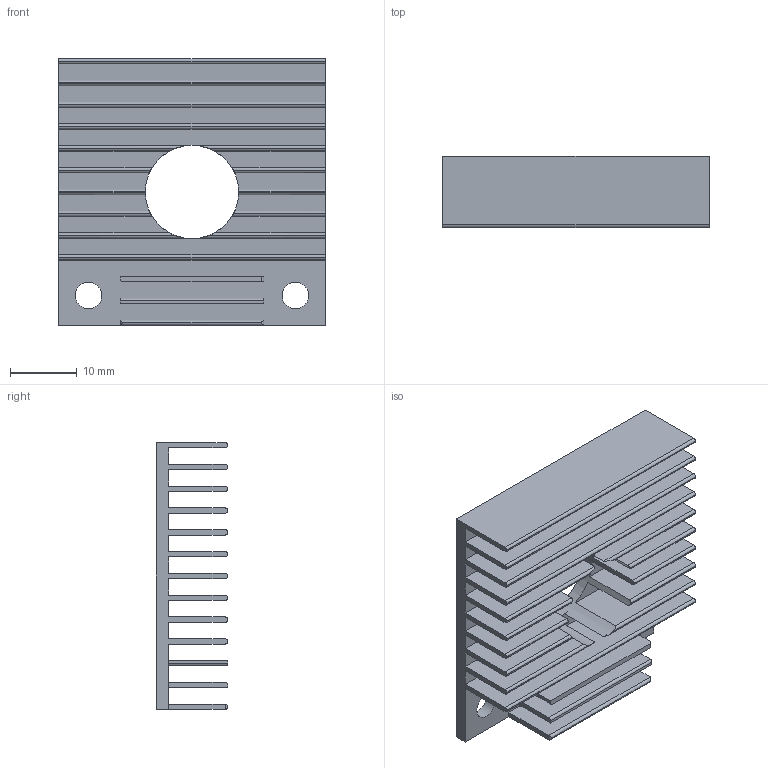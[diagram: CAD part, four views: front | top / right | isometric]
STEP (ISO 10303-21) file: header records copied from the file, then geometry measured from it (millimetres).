
FILE_DESCRIPTION(('FreeCAD Model'),'2;1');
FILE_NAME('HeatSink.step','2019-08-08T14:33:17',( 'Sisul Galog'),(''),'Open CASCADE STEP processor 7.3','FreeCAD', 'Unknown');
FILE_SCHEMA(('AUTOMOTIVE_DESIGN { 1 0 10303 214 1 1 1 1 }'));
Length unit declared in the file: millimetre
Products named in the file (1): HeatSink
Bounding box: 40 x 10.7 x 40 mm (x, y, z)
Volume: 5549.3 mm3; surface area: 10836.2 mm2
Topology: 1 solids, 1 shells, 117 faces, 346 edges, 232 vertices
Faces by surface type: plane 77, cylinder 40
Full cylindrical faces by diameter (mm): 4 x2, 14 x1
Entity records: 9788 total; most frequent: CARTESIAN_POINT 3099, DIRECTION 1210, LINE 806, VECTOR 806, ORIENTED_EDGE 692, PCURVE 692, DEFINITIONAL_REPRESENTATION 692, EDGE_CURVE 346
